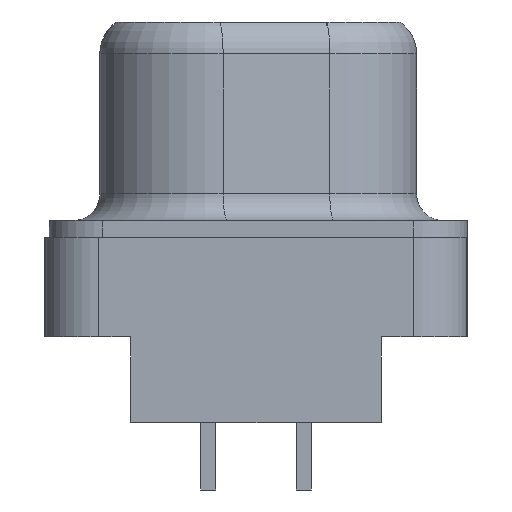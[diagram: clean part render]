
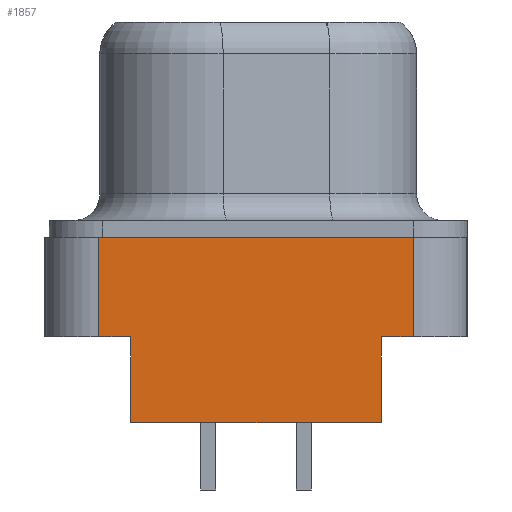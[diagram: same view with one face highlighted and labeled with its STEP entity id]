
A CAD part, left-side view. The second image highlights one B-rep face of the part: STEP entity #1857.
In plain terms, the highlighted planar face has unit normal (-1, 0, 0).
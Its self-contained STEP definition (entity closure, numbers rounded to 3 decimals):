
#1571=CARTESIAN_POINT('',(-19.66,4.675,5.5));
#1572=VERTEX_POINT('',#1571);
#1580=CARTESIAN_POINT('',(-19.66,-4.675,5.5));
#1581=VERTEX_POINT('',#1580);
#1582=CARTESIAN_POINT('',(-19.66,-4.675,5.5));
#1583=DIRECTION('',(0.0,1.0,0.0));
#1584=VECTOR('',#1583,9.35);
#1585=LINE('',#1582,#1584);
#1586=EDGE_CURVE('',#1581,#1572,#1585,.T.);
#1782=CARTESIAN_POINT('',(-19.66,4.675,2.55));
#1783=VERTEX_POINT('',#1782);
#1791=CARTESIAN_POINT('',(-19.66,4.675,5.5));
#1792=DIRECTION('',(0.0,0.0,-1.0));
#1793=VECTOR('',#1792,2.95);
#1794=LINE('',#1791,#1793);
#1795=EDGE_CURVE('',#1572,#1783,#1794,.T.);
#1802=CARTESIAN_POINT('',(-19.66,-5.142,-0.275));
#1803=DIRECTION('',(-1.0,0.0,0.0));
#1804=DIRECTION('',(0.0,0.0,1.0));
#1805=AXIS2_PLACEMENT_3D('',#1802,#1803,#1804);
#1806=PLANE('',#1805);
#1807=CARTESIAN_POINT('',(-19.66,-3.725,0.0));
#1808=VERTEX_POINT('',#1807);
#1809=CARTESIAN_POINT('',(-19.66,-3.725,2.55));
#1810=VERTEX_POINT('',#1809);
#1811=CARTESIAN_POINT('',(-19.66,-3.725,0.0));
#1812=DIRECTION('',(0.0,0.0,1.0));
#1813=VECTOR('',#1812,2.55);
#1814=LINE('',#1811,#1813);
#1815=EDGE_CURVE('',#1808,#1810,#1814,.T.);
#1816=ORIENTED_EDGE('',*,*,#1815,.T.);
#1817=CARTESIAN_POINT('',(-19.66,-4.675,2.55));
#1818=VERTEX_POINT('',#1817);
#1819=CARTESIAN_POINT('',(-19.66,-4.675,2.55));
#1820=DIRECTION('',(0.0,1.0,0.0));
#1821=VECTOR('',#1820,0.95);
#1822=LINE('',#1819,#1821);
#1823=EDGE_CURVE('',#1818,#1810,#1822,.T.);
#1824=ORIENTED_EDGE('',*,*,#1823,.F.);
#1825=CARTESIAN_POINT('',(-19.66,-4.675,5.5));
#1826=DIRECTION('',(0.0,0.0,-1.0));
#1827=VECTOR('',#1826,2.95);
#1828=LINE('',#1825,#1827);
#1829=EDGE_CURVE('',#1581,#1818,#1828,.T.);
#1830=ORIENTED_EDGE('',*,*,#1829,.F.);
#1831=ORIENTED_EDGE('',*,*,#1586,.T.);
#1832=ORIENTED_EDGE('',*,*,#1795,.T.);
#1833=CARTESIAN_POINT('',(-19.66,3.725,2.55));
#1834=VERTEX_POINT('',#1833);
#1835=CARTESIAN_POINT('',(-19.66,3.725,2.55));
#1836=DIRECTION('',(0.0,1.0,0.0));
#1837=VECTOR('',#1836,0.95);
#1838=LINE('',#1835,#1837);
#1839=EDGE_CURVE('',#1834,#1783,#1838,.T.);
#1840=ORIENTED_EDGE('',*,*,#1839,.F.);
#1841=CARTESIAN_POINT('',(-19.66,3.725,0.0));
#1842=VERTEX_POINT('',#1841);
#1843=CARTESIAN_POINT('',(-19.66,3.725,0.0));
#1844=DIRECTION('',(0.0,0.0,1.0));
#1845=VECTOR('',#1844,2.55);
#1846=LINE('',#1843,#1845);
#1847=EDGE_CURVE('',#1842,#1834,#1846,.T.);
#1848=ORIENTED_EDGE('',*,*,#1847,.F.);
#1849=CARTESIAN_POINT('',(-19.66,-3.725,0.0));
#1850=DIRECTION('',(0.0,1.0,0.0));
#1851=VECTOR('',#1850,7.45);
#1852=LINE('',#1849,#1851);
#1853=EDGE_CURVE('',#1808,#1842,#1852,.T.);
#1854=ORIENTED_EDGE('',*,*,#1853,.F.);
#1855=EDGE_LOOP('',(#1816,#1824,#1830,#1831,#1832,#1840,#1848,#1854));
#1856=FACE_OUTER_BOUND('',#1855,.T.);
#1857=ADVANCED_FACE('',(#1856),#1806,.T.);
